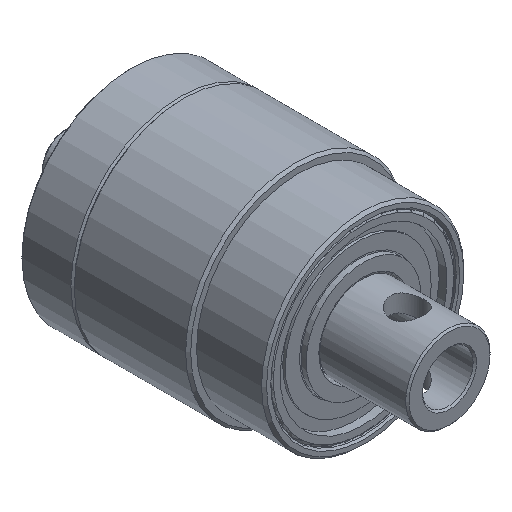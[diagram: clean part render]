
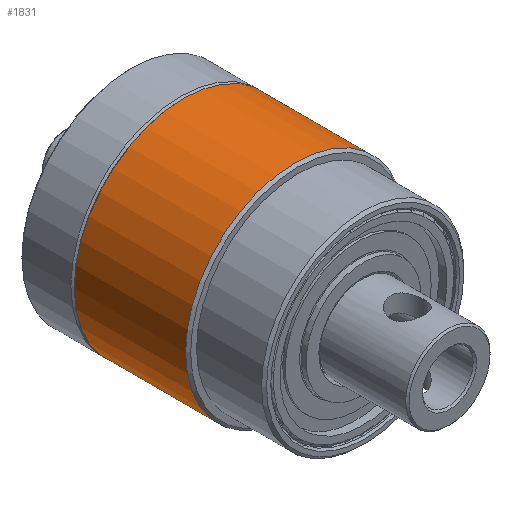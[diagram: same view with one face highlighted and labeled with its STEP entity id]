
A CAD part, isometric view. The second image highlights one B-rep face of the part: STEP entity #1831.
In plain terms, the highlighted cylindrical face has radius 6.5 mm (diameter 13 mm), a full revolution.
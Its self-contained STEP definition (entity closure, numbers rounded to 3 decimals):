
#143=LINE('',#3321,#195);
#144=LINE('',#3324,#196);
#195=VECTOR('',#2657,2.036);
#196=VECTOR('',#2660,2.036);
#249=CYLINDRICAL_SURFACE('',#2105,6.5);
#324=FACE_BOUND('',#681,.T.);
#325=FACE_BOUND('',#682,.T.);
#476=FACE_OUTER_BOUND('',#680,.T.);
#680=EDGE_LOOP('',(#1505));
#681=EDGE_LOOP('',(#1506,#1507,#1508,#1509));
#682=EDGE_LOOP('',(#1510));
#816=CIRCLE('',#2093,6.5);
#822=CIRCLE('',#2104,6.5);
#823=CIRCLE('',#2106,6.5);
#824=CIRCLE('',#2107,6.5);
#956=VERTEX_POINT('',#3297);
#962=VERTEX_POINT('',#3314);
#963=VERTEX_POINT('',#3317);
#964=VERTEX_POINT('',#3318);
#965=VERTEX_POINT('',#3320);
#966=VERTEX_POINT('',#3322);
#1140=EDGE_CURVE('',#956,#956,#816,.T.);
#1146=EDGE_CURVE('',#962,#962,#822,.T.);
#1147=EDGE_CURVE('',#963,#964,#823,.T.);
#1148=EDGE_CURVE('',#964,#965,#143,.T.);
#1149=EDGE_CURVE('',#965,#966,#824,.T.);
#1150=EDGE_CURVE('',#966,#963,#144,.T.);
#1505=ORIENTED_EDGE('',*,*,#1140,.F.);
#1506=ORIENTED_EDGE('',*,*,#1147,.T.);
#1507=ORIENTED_EDGE('',*,*,#1148,.T.);
#1508=ORIENTED_EDGE('',*,*,#1149,.T.);
#1509=ORIENTED_EDGE('',*,*,#1150,.T.);
#1510=ORIENTED_EDGE('',*,*,#1146,.F.);
#1831=ADVANCED_FACE('',(#476,#324,#325),#249,.T.);
#2093=AXIS2_PLACEMENT_3D('',#3298,#2629,#2630);
#2104=AXIS2_PLACEMENT_3D('',#3315,#2651,#2652);
#2105=AXIS2_PLACEMENT_3D('',#3316,#2653,#2654);
#2106=AXIS2_PLACEMENT_3D('',#3319,#2655,#2656);
#2107=AXIS2_PLACEMENT_3D('',#3323,#2658,#2659);
#2629=DIRECTION('center_axis',(0.,-1.,0.));
#2630=DIRECTION('ref_axis',(1.,0.,0.));
#2651=DIRECTION('center_axis',(0.,1.,0.));
#2652=DIRECTION('ref_axis',(1.,0.,0.));
#2653=DIRECTION('center_axis',(0.,-1.,0.));
#2654=DIRECTION('ref_axis',(-1.,0.,0.));
#2655=DIRECTION('center_axis',(0.,1.,0.));
#2656=DIRECTION('ref_axis',(-1.,0.,0.));
#2657=DIRECTION('',(0.,-1.,0.));
#2658=DIRECTION('center_axis',(0.,-1.,0.));
#2659=DIRECTION('ref_axis',(-1.,0.,0.));
#2660=DIRECTION('',(0.,1.,0.));
#3297=CARTESIAN_POINT('',(-6.5,-3.9,0.));
#3298=CARTESIAN_POINT('Origin',(0.,-3.9,
0.));
#3314=CARTESIAN_POINT('',(-6.5,2.7,0.));
#3315=CARTESIAN_POINT('Origin',(0.,2.7,
0.));
#3316=CARTESIAN_POINT('Origin',(0.,-0.625,
0.));
#3317=CARTESIAN_POINT('',(2.677,1.8,-5.923));
#3318=CARTESIAN_POINT('',(-2.677,1.8,-5.923));
#3319=CARTESIAN_POINT('Origin',(0.,1.8,
0.));
#3320=CARTESIAN_POINT('',(-2.677,-0.236,-5.923));
#3321=CARTESIAN_POINT('',(-2.677,-0.625,-5.923));
#3322=CARTESIAN_POINT('',(2.677,-0.236,-5.923));
#3323=CARTESIAN_POINT('Origin',(0.,-0.236,
0.));
#3324=CARTESIAN_POINT('',(2.677,-0.625,-5.923));
